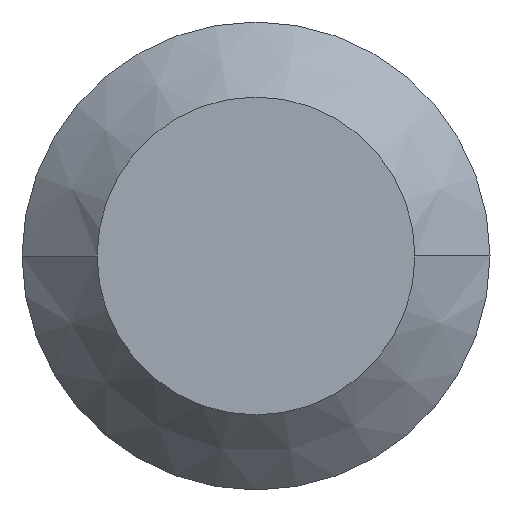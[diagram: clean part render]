
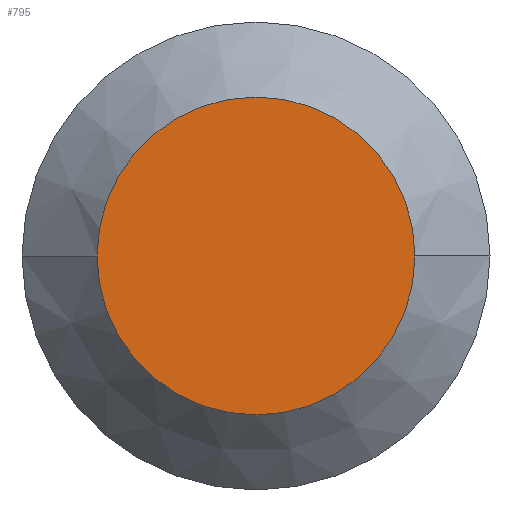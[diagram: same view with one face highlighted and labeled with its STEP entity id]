
A CAD part, left-side view. The second image highlights one B-rep face of the part: STEP entity #795.
In plain terms, the highlighted planar face has unit normal (-1, 0, 0).
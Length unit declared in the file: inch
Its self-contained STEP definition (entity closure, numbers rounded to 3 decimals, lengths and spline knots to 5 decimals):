
#2 = PLANE ( 'NONE',  #14 ) ;
#11 = CARTESIAN_POINT ( 'NONE',  ( 0., 0.04235, 0. ) ) ;
#14 = AXIS2_PLACEMENT_3D ( 'NONE', #189, #996, #465 ) ;
#57 = CIRCLE ( 'NONE', #1032, 0.04235 ) ;
#128 = FACE_OUTER_BOUND ( 'NONE', #434, .T. ) ;
#189 = CARTESIAN_POINT ( 'NONE',  ( 0., 0.04235, 0. ) ) ;
#190 = DIRECTION ( 'NONE',  ( -1., 0., 0. ) ) ;
#434 = EDGE_LOOP ( 'NONE', ( #753, #645 ) ) ;
#465 = DIRECTION ( 'NONE',  ( 0., 1., 0. ) ) ;
#530 = CARTESIAN_POINT ( 'NONE',  ( 0., 0., 0. ) ) ;
#598 = EDGE_CURVE ( 'NONE', #849, #1005, #57, .T. ) ;
#617 = DIRECTION ( 'NONE',  ( 0., -1., 0. ) ) ;
#645 = ORIENTED_EDGE ( 'NONE', *, *, #820, .T. ) ;
#736 = CARTESIAN_POINT ( 'NONE',  ( 0., 0., 0. ) ) ;
#753 = ORIENTED_EDGE ( 'NONE', *, *, #598, .T. ) ;
#795 = ADVANCED_FACE ( 'NONE', ( #128 ), #2, .F. ) ;
#820 = EDGE_CURVE ( 'NONE', #1005, #849, #1058, .T. ) ;
#834 = DIRECTION ( 'NONE',  ( 0., -1., 0. ) ) ;
#849 = VERTEX_POINT ( 'NONE', #11 ) ;
#859 = CARTESIAN_POINT ( 'NONE',  ( 0., -0.04235, 0. ) ) ;
#941 = AXIS2_PLACEMENT_3D ( 'NONE', #736, #190, #834 ) ;
#996 = DIRECTION ( 'NONE',  ( 1., 0., 0. ) ) ;
#1005 = VERTEX_POINT ( 'NONE', #859 ) ;
#1032 = AXIS2_PLACEMENT_3D ( 'NONE', #530, #1136, #617 ) ;
#1058 = CIRCLE ( 'NONE', #941, 0.04235 ) ;
#1136 = DIRECTION ( 'NONE',  ( -1., 0., 0. ) ) ;
